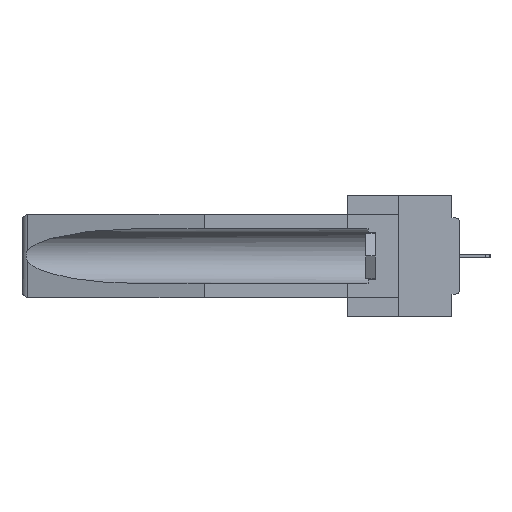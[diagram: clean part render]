
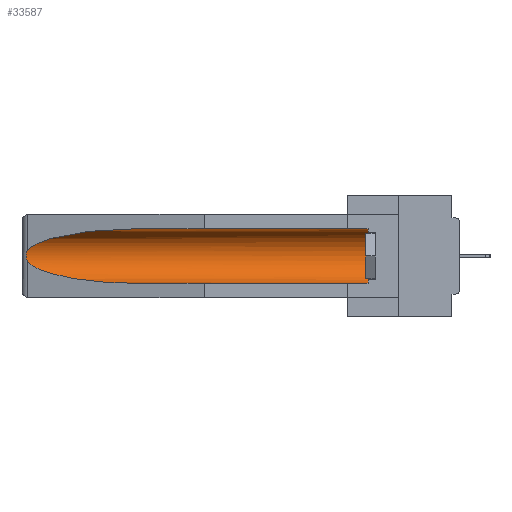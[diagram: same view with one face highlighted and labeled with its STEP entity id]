
A CAD part, left-side view. The second image highlights one B-rep face of the part: STEP entity #33587.
In plain terms, the highlighted cylindrical face has radius 2.857 mm (diameter 5.715 mm), a partial arc.
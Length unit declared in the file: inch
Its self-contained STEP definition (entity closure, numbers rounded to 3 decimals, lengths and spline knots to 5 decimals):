
#1894 = CARTESIAN_POINT ( 'NONE',  ( 0.26597, 1.5296, -0.19026 ) ) ;
#1977 = CARTESIAN_POINT ( 'NONE',  ( 0.155, -0.30754, -0.1715 ) ) ;
#3632 = CARTESIAN_POINT ( 'NONE',  ( 0.25451, 1.48313, -0.24835 ) ) ;
#4048 = CARTESIAN_POINT ( 'NONE',  ( 0.155, 1.07973, -0.284 ) ) ;
#4425 = VECTOR ( 'NONE', #15034, 39.37008 ) ;
#4457 = CIRCLE ( 'NONE', #5896, 0.1125 ) ;
#4827 = DIRECTION ( 'NONE',  ( 0., 1., 0. ) ) ;
#5038 = ORIENTED_EDGE ( 'NONE', *, *, #23155, .T. ) ;
#5239 = LINE ( 'NONE', #12321, #4425 ) ;
#5282 =( BOUNDED_CURVE ( )  B_SPLINE_CURVE ( 3, ( #8998, #3632, #30090, #17037 ),
 .UNSPECIFIED., .F., .F. ) 
 B_SPLINE_CURVE_WITH_KNOTS ( ( 4, 4 ),
 ( 0.1948, 1.5708 ),
 .UNSPECIFIED. ) 
 CURVE ( )  GEOMETRIC_REPRESENTATION_ITEM ( )  RATIONAL_B_SPLINE_CURVE ( ( 1., 0.848, 0.848, 1. ) ) 
 REPRESENTATION_ITEM ( '' )  );
#5612 = CARTESIAN_POINT ( 'NONE',  ( 0.155, 0.126, -0.1715 ) ) ;
#5896 = AXIS2_PLACEMENT_3D ( 'NONE', #5612, #24125, #8290 ) ;
#6535 = CARTESIAN_POINT ( 'NONE',  ( 0.155, 1.07973, -0.059 ) ) ;
#6677 = EDGE_CURVE ( 'NONE', #29168, #13181, #5282, .T. ) ;
#6995 = ORIENTED_EDGE ( 'NONE', *, *, #32969, .T. ) ;
#7135 = EDGE_CURVE ( 'NONE', #13565, #13181, #12749, .T. ) ;
#7306 = CARTESIAN_POINT ( 'NONE',  ( 0.26537, 1.52718, -0.14972 ) ) ;
#8097 = CARTESIAN_POINT ( 'NONE',  ( 0.155, 0.126, -0.059 ) ) ;
#8290 = DIRECTION ( 'NONE',  ( 0., 0., 1. ) ) ;
#8998 = CARTESIAN_POINT ( 'NONE',  ( 0.26537, 1.52718, -0.19328 ) ) ;
#10111 = DIRECTION ( 'NONE',  ( 0., 0., 1. ) ) ;
#10976 = CARTESIAN_POINT ( 'NONE',  ( 0.155, -0.30754, -0.284 ) ) ;
#11800 = VERTEX_POINT ( 'NONE', #8097 ) ;
#12321 = CARTESIAN_POINT ( 'NONE',  ( 0.155, -0.30754, -0.059 ) ) ;
#12367 = CYLINDRICAL_SURFACE ( 'NONE', #17028, 0.1125 ) ;
#12561 = CARTESIAN_POINT ( 'NONE',  ( 0.2673, 1.5327, -0.16383 ) ) ;
#12695 = EDGE_LOOP ( 'NONE', ( #6995, #5038, #29435, #32779, #19026, #26317 ) ) ;
#12749 = LINE ( 'NONE', #10976, #32848 ) ;
#13181 = VERTEX_POINT ( 'NONE', #4048 ) ;
#13219 = FACE_OUTER_BOUND ( 'NONE', #12695, .T. ) ;
#13565 = VERTEX_POINT ( 'NONE', #21519 ) ;
#14598 = EDGE_CURVE ( 'NONE', #11800, #15704, #5239, .T. ) ;
#15034 = DIRECTION ( 'NONE',  ( 0., 1., 0. ) ) ;
#15273 = CARTESIAN_POINT ( 'NONE',  ( 0.2675, 1.53308, -0.17534 ) ) ;
#15311 = VERTEX_POINT ( 'NONE', #18444 ) ;
#15704 = VERTEX_POINT ( 'NONE', #6535 ) ;
#17028 = AXIS2_PLACEMENT_3D ( 'NONE', #1977, #4827, #10111 ) ;
#17037 = CARTESIAN_POINT ( 'NONE',  ( 0.155, 1.07973, -0.284 ) ) ;
#17310 = EDGE_CURVE ( 'NONE', #13565, #11800, #4457, .T. ) ;
#17901 = CARTESIAN_POINT ( 'NONE',  ( 0.26655, 1.53094, -0.18657 ) ) ;
#17911 = CARTESIAN_POINT ( 'NONE',  ( 0.155, 1.07973, -0.059 ) ) ;
#18444 = CARTESIAN_POINT ( 'NONE',  ( 0.26537, 1.52718, -0.14972 ) ) ;
#18919 = CARTESIAN_POINT ( 'NONE',  ( 0.26537, 1.52718, -0.19328 ) ) ;
#18936 =( BOUNDED_CURVE ( )  B_SPLINE_CURVE ( 3, ( #17911, #33562, #23156, #7306 ),
 .UNSPECIFIED., .F., .F. ) 
 B_SPLINE_CURVE_WITH_KNOTS ( ( 4, 4 ),
 ( 4.71239, 6.08839 ),
 .UNSPECIFIED. ) 
 CURVE ( )  GEOMETRIC_REPRESENTATION_ITEM ( )  RATIONAL_B_SPLINE_CURVE ( ( 1., 0.848, 0.848, 1. ) ) 
 REPRESENTATION_ITEM ( '' )  );
#19026 = ORIENTED_EDGE ( 'NONE', *, *, #17310, .T. ) ;
#20407 = CARTESIAN_POINT ( 'NONE',  ( 0.26597, 1.52961, -0.15275 ) ) ;
#20526 = CARTESIAN_POINT ( 'NONE',  ( 0.26537, 1.52718, -0.19328 ) ) ;
#21519 = CARTESIAN_POINT ( 'NONE',  ( 0.155, 0.126, -0.284 ) ) ;
#23155 = EDGE_CURVE ( 'NONE', #15311, #29168, #27529, .T. ) ;
#23156 = CARTESIAN_POINT ( 'NONE',  ( 0.25451, 1.48313, -0.09465 ) ) ;
#24125 = DIRECTION ( 'NONE',  ( 0., -1., 0. ) ) ;
#26317 = ORIENTED_EDGE ( 'NONE', *, *, #14598, .T. ) ;
#26746 = DIRECTION ( 'NONE',  ( 0., 1., 0. ) ) ;
#27529 = B_SPLINE_CURVE_WITH_KNOTS ( 'NONE', 3,
 ( #30730, #20407, #28318, #12561, #30949, #15273, #33557, #17901, #1894, #20526 ),
 .UNSPECIFIED., .F., .F.,
 ( 4, 2, 2, 2, 4 ),
 ( 0., 0.00029, 0.00058, 0.00087, 0.00117 ),
 .UNSPECIFIED. ) ;
#28318 = CARTESIAN_POINT ( 'NONE',  ( 0.26654, 1.53092, -0.15636 ) ) ;
#29168 = VERTEX_POINT ( 'NONE', #18919 ) ;
#29435 = ORIENTED_EDGE ( 'NONE', *, *, #6677, .T. ) ;
#30090 = CARTESIAN_POINT ( 'NONE',  ( 0.21114, 1.30732, -0.284 ) ) ;
#30730 = CARTESIAN_POINT ( 'NONE',  ( 0.26537, 1.52718, -0.14972 ) ) ;
#30949 = CARTESIAN_POINT ( 'NONE',  ( 0.2675, 1.53308, -0.16763 ) ) ;
#32779 = ORIENTED_EDGE ( 'NONE', *, *, #7135, .F. ) ;
#32848 = VECTOR ( 'NONE', #26746, 39.37008 ) ;
#32969 = EDGE_CURVE ( 'NONE', #15704, #15311, #18936, .T. ) ;
#33557 = CARTESIAN_POINT ( 'NONE',  ( 0.2673, 1.53269, -0.17917 ) ) ;
#33562 = CARTESIAN_POINT ( 'NONE',  ( 0.21114, 1.30732, -0.059 ) ) ;
#33587 = ADVANCED_FACE ( 'NONE', ( #13219 ), #12367, .F. ) ;
